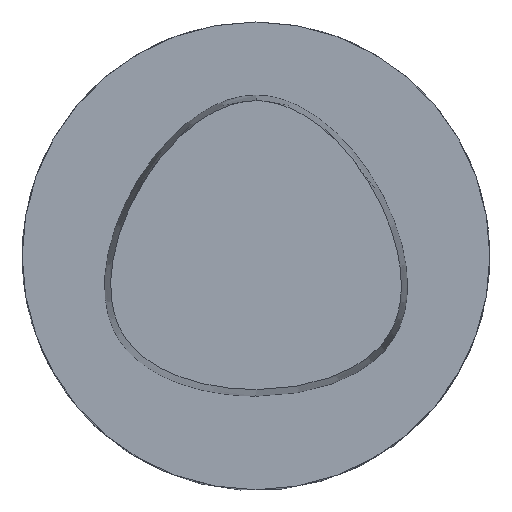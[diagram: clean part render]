
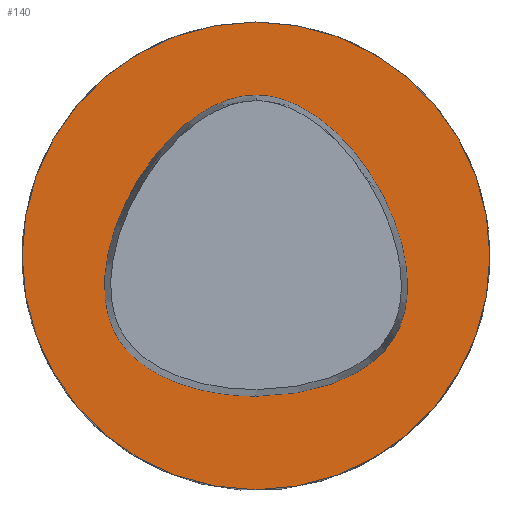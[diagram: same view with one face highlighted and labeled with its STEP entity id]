
A CAD part, top view. The second image highlights one B-rep face of the part: STEP entity #140.
In plain terms, the highlighted planar face has unit normal (0, 0, 1).
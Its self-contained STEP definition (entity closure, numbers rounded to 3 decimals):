
#41=CIRCLE('',#454,16.);
#140=ADVANCED_FACE('',(#184),#160,.T.);
#160=PLANE('',#462);
#184=FACE_OUTER_BOUND('',#214,.T.);
#214=EDGE_LOOP('',(#299));
#299=ORIENTED_EDGE('',*,*,#386,.F.);
#343=VERTEX_POINT('',#1248);
#386=EDGE_CURVE('',#343,#343,#41,.T.);
#454=AXIS2_PLACEMENT_3D('',#1247,#544,#545);
#462=AXIS2_PLACEMENT_3D('',#1271,#566,#567);
#544=DIRECTION('',(0.,0.,-1.));
#545=DIRECTION('',(-1.,0.,0.));
#566=DIRECTION('',(0.,0.,1.));
#567=DIRECTION('',(-1.,0.,0.));
#1247=CARTESIAN_POINT('',(0.,0.,0.));
#1248=CARTESIAN_POINT('',(-16.,0.,0.));
#1271=CARTESIAN_POINT('',(0.,0.,0.));
